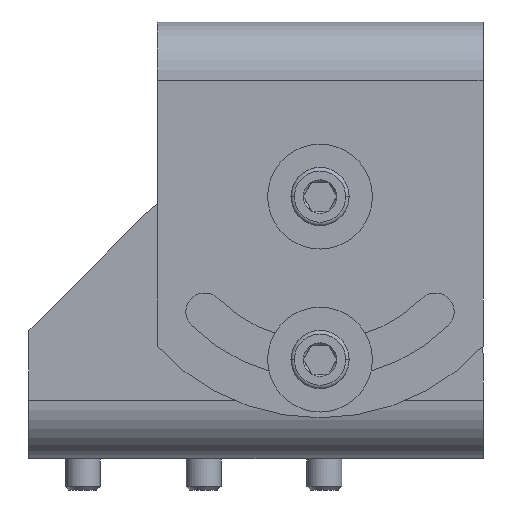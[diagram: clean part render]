
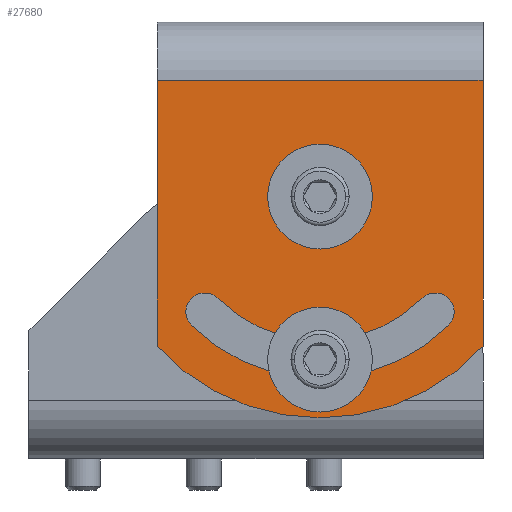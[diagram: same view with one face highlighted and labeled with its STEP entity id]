
A CAD part, left-side view. The second image highlights one B-rep face of the part: STEP entity #27680.
In plain terms, the highlighted planar face has unit normal (-1, 0, 0).
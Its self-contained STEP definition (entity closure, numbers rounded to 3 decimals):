
#26750=CARTESIAN_POINT('',(-40.,-4.038,
80.822));
#26760=DIRECTION('',(-1.,0.,0.));
#26770=DIRECTION('',(0.,-1.,0.));
#26780=AXIS2_PLACEMENT_3D('',#26750,#26760,#26770);
#26790=PLANE('',#26780);
#26800=CARTESIAN_POINT('',(-40.,-6.687,
106.5));
#26810=DIRECTION('',(-1.,0.,0.));
#26820=DIRECTION('',(0.,-1.,0.));
#26830=AXIS2_PLACEMENT_3D('',#26800,#26810,#26820);
#26840=CIRCLE('',#26830,3.25);
#26850=CARTESIAN_POINT('',(-40.,-9.937,
106.5));
#26860=VERTEX_POINT('',#26850);
#26870=CARTESIAN_POINT('',(-40.,-3.437,
106.5));
#26880=VERTEX_POINT('',#26870);
#26890=EDGE_CURVE('',#26860,#26880,#26840,.T.);
#26900=ORIENTED_EDGE('',*,*,#26890,.F.);
#26910=EDGE_CURVE('',#26880,#26860,#26840,.T.);
#26920=ORIENTED_EDGE('',*,*,#26910,.F.);
#26930=EDGE_LOOP('',(#26920,#26900));
#26940=FACE_BOUND('',#26930,.T.);
#26950=CARTESIAN_POINT('',(-40.,-26.486,
86.701));
#26960=DIRECTION('',(-1.,0.,0.));
#26970=DIRECTION('',(0.,-1.,0.));
#26980=AXIS2_PLACEMENT_3D('',#26950,#26960,#26970);
#26990=CIRCLE('',#26980,3.25);
#27000=CARTESIAN_POINT('',(-40.,-28.784,
84.403));
#27010=VERTEX_POINT('',#27000);
#27020=CARTESIAN_POINT('',(-40.,-24.188,
88.999));
#27030=VERTEX_POINT('',#27020);
#27040=EDGE_CURVE('',#27010,#27030,#26990,.T.);
#27050=ORIENTED_EDGE('',*,*,#27040,.F.);
#27060=CARTESIAN_POINT('',(-40.,-6.687,
106.5));
#27070=DIRECTION('',(-1.,0.,0.));
#27080=DIRECTION('',(0.,-1.,0.));
#27090=AXIS2_PLACEMENT_3D('',#27060,#27070,#27080);
#27100=CIRCLE('',#27090,24.75);
#27110=CARTESIAN_POINT('',(-40.,10.813,
88.999));
#27120=VERTEX_POINT('',#27110);
#27130=EDGE_CURVE('',#27120,#27030,#27100,.T.);
#27140=ORIENTED_EDGE('',*,*,#27130,.T.);
#27150=CARTESIAN_POINT('',(-40.,13.112,
86.701));
#27160=DIRECTION('',(-1.,0.,0.));
#27170=DIRECTION('',(0.,-1.,0.));
#27180=AXIS2_PLACEMENT_3D('',#27150,#27160,#27170);
#27190=CIRCLE('',#27180,3.25);
#27200=CARTESIAN_POINT('',(-40.,15.41,
84.403));
#27210=VERTEX_POINT('',#27200);
#27220=EDGE_CURVE('',#27120,#27210,#27190,.T.);
#27230=ORIENTED_EDGE('',*,*,#27220,.F.);
#27240=CARTESIAN_POINT('',(-40.,-6.687,
106.5));
#27250=DIRECTION('',(-1.,0.,0.));
#27260=DIRECTION('',(0.,-1.,0.));
#27270=AXIS2_PLACEMENT_3D('',#27240,#27250,#27260);
#27280=CIRCLE('',#27270,31.25);
#27290=EDGE_CURVE('',#27210,#27010,#27280,.T.);
#27300=ORIENTED_EDGE('',*,*,#27290,.F.);
#27310=EDGE_LOOP('',(#27300,#27230,#27140,#27050));
#27320=FACE_BOUND('',#27310,.T.);
#27330=CARTESIAN_POINT('',(-40.,13.481,
126.5));
#27340=DIRECTION('',(0.,1.,0.));
#27350=VECTOR('',#27340,1.);
#27360=LINE('',#27330,#27350);
#27370=CARTESIAN_POINT('',(-40.,-34.687,
126.5));
#27380=VERTEX_POINT('',#27370);
#27390=CARTESIAN_POINT('',(-40.,21.313,
126.5));
#27400=VERTEX_POINT('',#27390);
#27410=EDGE_CURVE('',#27380,#27400,#27360,.T.);
#27420=ORIENTED_EDGE('',*,*,#27410,.T.);
#27430=CARTESIAN_POINT('',(-40.,-34.687,
91.5));
#27440=DIRECTION('',(0.,0.,-1.));
#27450=VECTOR('',#27440,1.);
#27460=LINE('',#27430,#27450);
#27470=CARTESIAN_POINT('',(-40.,-34.687,
80.81));
#27480=VERTEX_POINT('',#27470);
#27490=EDGE_CURVE('',#27380,#27480,#27460,.T.);
#27500=ORIENTED_EDGE('',*,*,#27490,.F.);
#27510=CARTESIAN_POINT('',(-40.,-6.687,
106.5));
#27520=DIRECTION('',(-1.,0.,0.));
#27530=DIRECTION('',(0.,-1.,0.));
#27540=AXIS2_PLACEMENT_3D('',#27510,#27520,#27530);
#27550=CIRCLE('',#27540,38.);
#27560=CARTESIAN_POINT('',(-40.,21.313,
80.81));
#27570=VERTEX_POINT('',#27560);
#27580=EDGE_CURVE('',#27570,#27480,#27550,.T.);
#27590=ORIENTED_EDGE('',*,*,#27580,.T.);
#27600=CARTESIAN_POINT('',(-40.,21.313,
91.5));
#27610=DIRECTION('',(0.,0.,-1.));
#27620=VECTOR('',#27610,1.);
#27630=LINE('',#27600,#27620);
#27640=EDGE_CURVE('',#27400,#27570,#27630,.T.);
#27650=ORIENTED_EDGE('',*,*,#27640,.T.);
#27660=EDGE_LOOP('',(#27650,#27590,#27500,#27420));
#27670=FACE_OUTER_BOUND('',#27660,.T.);
#27680=ADVANCED_FACE('',(#26940,#27320,#27670),#26790,.T.);
